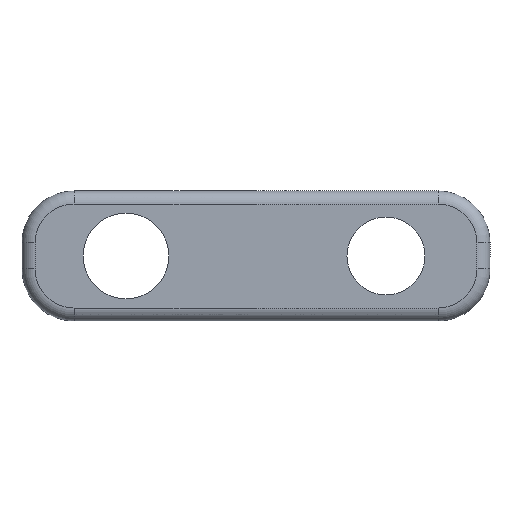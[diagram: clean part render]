
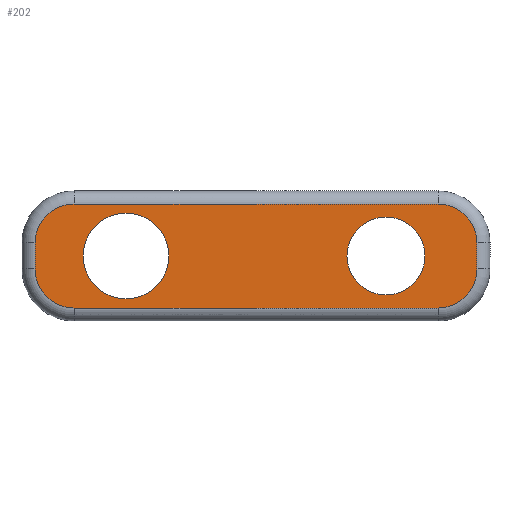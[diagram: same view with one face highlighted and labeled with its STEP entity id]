
A CAD part, front view. The second image highlights one B-rep face of the part: STEP entity #202.
In plain terms, the highlighted planar face has unit normal (0, -1, 0).
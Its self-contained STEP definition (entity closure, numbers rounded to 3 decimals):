
#6 = CIRCLE ( 'NONE', #428, 1.5 ) ;
#8 = FACE_BOUND ( 'NONE', #367, .T. ) ;
#10 = CARTESIAN_POINT ( 'NONE',  ( 5., 0., 0. ) ) ;
#11 = CARTESIAN_POINT ( 'NONE',  ( 7., 0., -2. ) ) ;
#16 = FACE_BOUND ( 'NONE', #503, .T. ) ;
#20 = CIRCLE ( 'NONE', #415, 1.5 ) ;
#23 = CARTESIAN_POINT ( 'NONE',  ( -7., 0., 2. ) ) ;
#27 = EDGE_CURVE ( 'NONE', #752, #509, #459, .T. ) ;
#31 = LINE ( 'NONE', #406, #642 ) ;
#36 = AXIS2_PLACEMENT_3D ( 'NONE', #805, #723, #809 ) ;
#44 = CARTESIAN_POINT ( 'NONE',  ( 7., 0., 0.5 ) ) ;
#45 = CARTESIAN_POINT ( 'NONE',  ( -8.5, 0., -0.5 ) ) ;
#58 = EDGE_CURVE ( 'NONE', #452, #217, #857, .T. ) ;
#60 = CARTESIAN_POINT ( 'NONE',  ( 7., 0., -2. ) ) ;
#82 = AXIS2_PLACEMENT_3D ( 'NONE', #596, #455, #743 ) ;
#102 = DIRECTION ( 'NONE',  ( 0., -1., 0. ) ) ;
#145 = ORIENTED_EDGE ( 'NONE', *, *, #822, .T. ) ;
#160 = CARTESIAN_POINT ( 'NONE',  ( -5., 0., 1.65 ) ) ;
#162 = VERTEX_POINT ( 'NONE', #738 ) ;
#170 = CARTESIAN_POINT ( 'NONE',  ( 5., 0., 0. ) ) ;
#175 = CARTESIAN_POINT ( 'NONE',  ( -7., 0., 0.5 ) ) ;
#178 = DIRECTION ( 'NONE',  ( 0., 0., -1. ) ) ;
#184 = VECTOR ( 'NONE', #243, 1000. ) ;
#187 = VERTEX_POINT ( 'NONE', #160 ) ;
#189 = DIRECTION ( 'NONE',  ( 0., 1., 0. ) ) ;
#196 = AXIS2_PLACEMENT_3D ( 'NONE', #561, #418, #706 ) ;
#202 = ADVANCED_FACE ( 'NONE', ( #664, #16, #8 ), #308, .T. ) ;
#215 = CIRCLE ( 'NONE', #750, 1.5 ) ;
#217 = VERTEX_POINT ( 'NONE', #523 ) ;
#228 = CARTESIAN_POINT ( 'NONE',  ( 5., 0., -1.5 ) ) ;
#233 = VERTEX_POINT ( 'NONE', #11 ) ;
#243 = DIRECTION ( 'NONE',  ( 0., 0., -1. ) ) ;
#283 = CARTESIAN_POINT ( 'NONE',  ( 8.5, 0., -0.5 ) ) ;
#301 = DIRECTION ( 'NONE',  ( 0., 0., 1. ) ) ;
#306 = CARTESIAN_POINT ( 'NONE',  ( 7., 0., -0.5 ) ) ;
#308 = PLANE ( 'NONE',  #82 ) ;
#315 = ORIENTED_EDGE ( 'NONE', *, *, #392, .T. ) ;
#320 = DIRECTION ( 'NONE',  ( -1., 0., 0. ) ) ;
#329 = CARTESIAN_POINT ( 'NONE',  ( -8.5, 0., -0.5 ) ) ;
#344 = CARTESIAN_POINT ( 'NONE',  ( 7., 0., 2. ) ) ;
#351 = EDGE_CURVE ( 'NONE', #499, #752, #620, .T. ) ;
#356 = CARTESIAN_POINT ( 'NONE',  ( 8.5, 0., 0.5 ) ) ;
#361 = VERTEX_POINT ( 'NONE', #478 ) ;
#364 = DIRECTION ( 'NONE',  ( 0., -1., 0. ) ) ;
#367 = EDGE_LOOP ( 'NONE', ( #613, #145 ) ) ;
#372 = DIRECTION ( 'NONE',  ( 0., 0., -1. ) ) ;
#380 = EDGE_CURVE ( 'NONE', #725, #499, #718, .T. ) ;
#387 = DIRECTION ( 'NONE',  ( 0., 1., 0. ) ) ;
#392 = EDGE_CURVE ( 'NONE', #545, #725, #31, .T. ) ;
#393 = ORIENTED_EDGE ( 'NONE', *, *, #351, .T. ) ;
#399 = AXIS2_PLACEMENT_3D ( 'NONE', #175, #900, #679 ) ;
#400 = LINE ( 'NONE', #60, #626 ) ;
#406 = CARTESIAN_POINT ( 'NONE',  ( -7., 0., 2. ) ) ;
#415 = AXIS2_PLACEMENT_3D ( 'NONE', #10, #585, #301 ) ;
#418 = DIRECTION ( 'NONE',  ( 0., -1., 0. ) ) ;
#428 = AXIS2_PLACEMENT_3D ( 'NONE', #170, #387, #824 ) ;
#446 = CIRCLE ( 'NONE', #658, 1.5 ) ;
#452 = VERTEX_POINT ( 'NONE', #283 ) ;
#455 = DIRECTION ( 'NONE',  ( 0., -1., 0. ) ) ;
#459 = CIRCLE ( 'NONE', #196, 1.5 ) ;
#478 = CARTESIAN_POINT ( 'NONE',  ( 5., 0., 1.5 ) ) ;
#486 = CARTESIAN_POINT ( 'NONE',  ( -5., 0., 0. ) ) ;
#499 = VERTEX_POINT ( 'NONE', #771 ) ;
#503 = EDGE_LOOP ( 'NONE', ( #617, #710 ) ) ;
#504 = VECTOR ( 'NONE', #720, 1000. ) ;
#509 = VERTEX_POINT ( 'NONE', #930 ) ;
#523 = CARTESIAN_POINT ( 'NONE',  ( 8.5, 0., 0.5 ) ) ;
#524 = ORIENTED_EDGE ( 'NONE', *, *, #27, .T. ) ;
#545 = VERTEX_POINT ( 'NONE', #344 ) ;
#561 = CARTESIAN_POINT ( 'NONE',  ( -7., 0., -0.5 ) ) ;
#563 = CIRCLE ( 'NONE', #36, 1.65 ) ;
#577 = AXIS2_PLACEMENT_3D ( 'NONE', #486, #189, #636 ) ;
#585 = DIRECTION ( 'NONE',  ( 0., 1., 0. ) ) ;
#596 = CARTESIAN_POINT ( 'NONE',  ( 7., 0., -0.5 ) ) ;
#613 = ORIENTED_EDGE ( 'NONE', *, *, #629, .T. ) ;
#617 = ORIENTED_EDGE ( 'NONE', *, *, #678, .T. ) ;
#620 = LINE ( 'NONE', #45, #184 ) ;
#626 = VECTOR ( 'NONE', #921, 1000. ) ;
#629 = EDGE_CURVE ( 'NONE', #361, #640, #20, .T. ) ;
#636 = DIRECTION ( 'NONE',  ( 0., 0., 1. ) ) ;
#640 = VERTEX_POINT ( 'NONE', #228 ) ;
#642 = VECTOR ( 'NONE', #320, 1000. ) ;
#658 = AXIS2_PLACEMENT_3D ( 'NONE', #306, #364, #372 ) ;
#664 = FACE_OUTER_BOUND ( 'NONE', #877, .T. ) ;
#669 = EDGE_CURVE ( 'NONE', #233, #452, #446, .T. ) ;
#678 = EDGE_CURVE ( 'NONE', #187, #162, #563, .T. ) ;
#679 = DIRECTION ( 'NONE',  ( 0., 0., -1. ) ) ;
#699 = CIRCLE ( 'NONE', #577, 1.65 ) ;
#702 = ORIENTED_EDGE ( 'NONE', *, *, #892, .T. ) ;
#706 = DIRECTION ( 'NONE',  ( 0., 0., -1. ) ) ;
#710 = ORIENTED_EDGE ( 'NONE', *, *, #911, .T. ) ;
#718 = CIRCLE ( 'NONE', #399, 1.5 ) ;
#720 = DIRECTION ( 'NONE',  ( 0., 0., 1. ) ) ;
#721 = ORIENTED_EDGE ( 'NONE', *, *, #669, .T. ) ;
#723 = DIRECTION ( 'NONE',  ( 0., 1., 0. ) ) ;
#725 = VERTEX_POINT ( 'NONE', #23 ) ;
#736 = ORIENTED_EDGE ( 'NONE', *, *, #58, .T. ) ;
#738 = CARTESIAN_POINT ( 'NONE',  ( -5., 0., -1.65 ) ) ;
#743 = DIRECTION ( 'NONE',  ( 0., 0., -1. ) ) ;
#750 = AXIS2_PLACEMENT_3D ( 'NONE', #44, #102, #178 ) ;
#752 = VERTEX_POINT ( 'NONE', #329 ) ;
#767 = EDGE_CURVE ( 'NONE', #217, #545, #215, .T. ) ;
#771 = CARTESIAN_POINT ( 'NONE',  ( -8.5, 0., 0.5 ) ) ;
#805 = CARTESIAN_POINT ( 'NONE',  ( -5., 0., 0. ) ) ;
#809 = DIRECTION ( 'NONE',  ( 0., 0., 1. ) ) ;
#822 = EDGE_CURVE ( 'NONE', #640, #361, #6, .T. ) ;
#823 = ORIENTED_EDGE ( 'NONE', *, *, #380, .T. ) ;
#824 = DIRECTION ( 'NONE',  ( 0., 0., 1. ) ) ;
#857 = LINE ( 'NONE', #356, #504 ) ;
#877 = EDGE_LOOP ( 'NONE', ( #702, #721, #736, #916, #315, #823, #393, #524 ) ) ;
#892 = EDGE_CURVE ( 'NONE', #509, #233, #400, .T. ) ;
#900 = DIRECTION ( 'NONE',  ( 0., -1., 0. ) ) ;
#911 = EDGE_CURVE ( 'NONE', #162, #187, #699, .T. ) ;
#916 = ORIENTED_EDGE ( 'NONE', *, *, #767, .T. ) ;
#921 = DIRECTION ( 'NONE',  ( 1., 0., 0. ) ) ;
#930 = CARTESIAN_POINT ( 'NONE',  ( -7., 0., -2. ) ) ;
